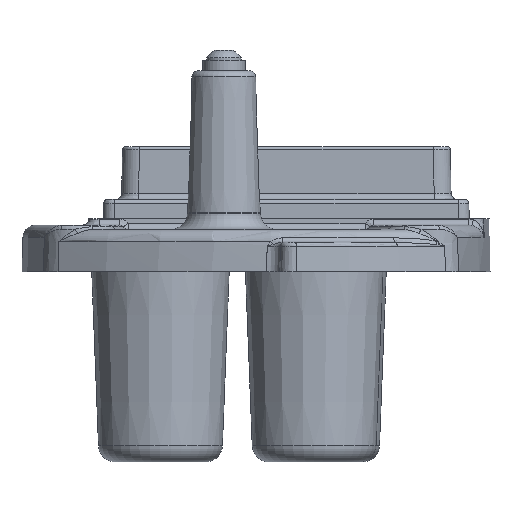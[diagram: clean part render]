
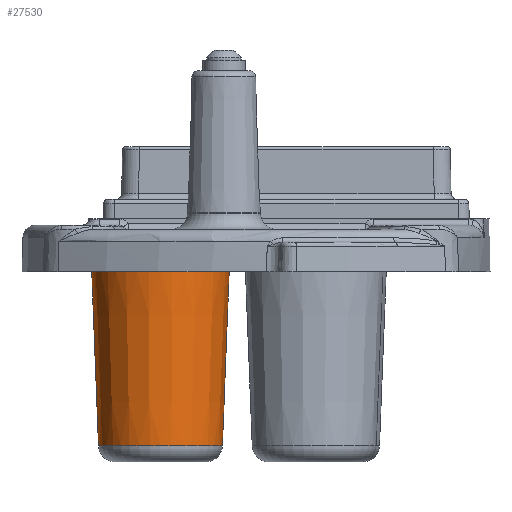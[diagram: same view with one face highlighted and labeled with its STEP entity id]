
A CAD part, left-side view. The second image highlights one B-rep face of the part: STEP entity #27530.
In plain terms, the highlighted conical face has half-angle 2.227 degrees and reference radius 30.75 mm.
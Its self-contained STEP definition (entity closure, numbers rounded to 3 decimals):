
#1945=CONICAL_SURFACE('',#29766,30.75,2.227);
#7109=FACE_BOUND('',#10624,.T.);
#8802=FACE_OUTER_BOUND('',#10623,.T.);
#10623=EDGE_LOOP('',(#25337));
#10624=EDGE_LOOP('',(#25338));
#11072=CIRCLE('',#29764,29.299);
#11074=CIRCLE('',#29767,32.5);
#13461=VERTEX_POINT('',#64839);
#13463=VERTEX_POINT('',#64844);
#17420=EDGE_CURVE('',#13461,#13461,#11072,.T.);
#17422=EDGE_CURVE('',#13463,#13463,#11074,.T.);
#25337=ORIENTED_EDGE('',*,*,#17422,.T.);
#25338=ORIENTED_EDGE('',*,*,#17420,.F.);
#27530=ADVANCED_FACE('',(#8802,#7109),#1945,.T.);
#29764=AXIS2_PLACEMENT_3D('',#64840,#36274,#36275);
#29766=AXIS2_PLACEMENT_3D('',#64843,#36278,#36279);
#29767=AXIS2_PLACEMENT_3D('',#64845,#36280,#36281);
#36274=DIRECTION('center_axis',(0.,1.,0.));
#36275=DIRECTION('ref_axis',(0.,0.,-1.));
#36278=DIRECTION('center_axis',(0.,-1.,0.));
#36279=DIRECTION('ref_axis',(0.,0.,1.));
#36280=DIRECTION('center_axis',(0.,1.,0.));
#36281=DIRECTION('ref_axis',(1.,0.,0.));
#64839=CARTESIAN_POINT('',(0.,82.311,29.299));
#64840=CARTESIAN_POINT('Origin',(0.,82.311,
0.));
#64843=CARTESIAN_POINT('Origin',(0.,45.,0.));
#64844=CARTESIAN_POINT('',(0.,0.,32.5));
#64845=CARTESIAN_POINT('Origin',(0.,0.,0.));
